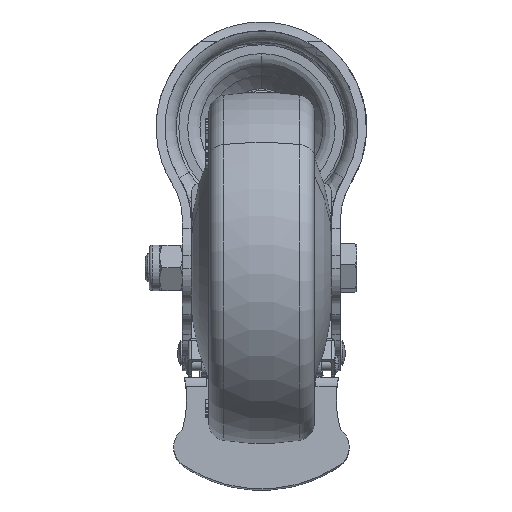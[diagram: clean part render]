
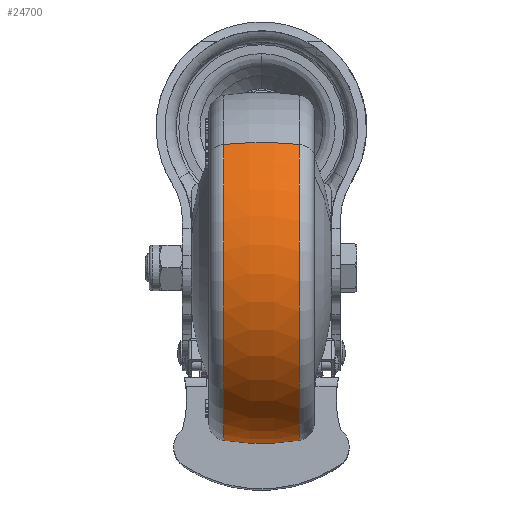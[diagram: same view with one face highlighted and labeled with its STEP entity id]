
A CAD part, front view. The second image highlights one B-rep face of the part: STEP entity #24700.
In plain terms, the highlighted toroidal (fillet/blend) face has major radius 25.75 mm and minor radius 75.75 mm.
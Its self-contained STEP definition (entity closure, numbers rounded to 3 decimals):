
#974 = ORIENTED_EDGE ( 'NONE', *, *, #40473, .T. ) ;
#1982 = DIRECTION ( 'NONE',  ( 0., 0.7, -0.714 ) ) ;
#5131 = VERTEX_POINT ( 'NONE', #32649 ) ;
#5483 = EDGE_CURVE ( 'NONE', #39981, #5131, #28297, .T. ) ;
#5749 = DIRECTION ( 'NONE',  ( 0., -0.7, 0.714 ) ) ;
#6096 = EDGE_LOOP ( 'NONE', ( #974, #12447, #21792, #34797 ) ) ;
#6422 = DIRECTION ( 'NONE',  ( 0., 0.7, -0.714 ) ) ;
#8932 = DIRECTION ( 'NONE',  ( -1., 0., 0. ) ) ;
#8956 = VERTEX_POINT ( 'NONE', #33542 ) ;
#12447 = ORIENTED_EDGE ( 'NONE', *, *, #40011, .T. ) ;
#12850 = DIRECTION ( 'NONE',  ( 1., 0., 0. ) ) ;
#12930 = FACE_OUTER_BOUND ( 'NONE', #6096, .T. ) ;
#15421 = AXIS2_PLACEMENT_3D ( 'NONE', #23176, #8932, #1982 ) ;
#16280 = AXIS2_PLACEMENT_3D ( 'NONE', #38720, #17680, #21210 ) ;
#17680 = DIRECTION ( 'NONE',  ( 0., 0.714, 0.7 ) ) ;
#21210 = DIRECTION ( 'NONE',  ( 0., -0.7, 0.714 ) ) ;
#21792 = ORIENTED_EDGE ( 'NONE', *, *, #23840, .T. ) ;
#21841 = CARTESIAN_POINT ( 'NONE',  ( 0.026, 12.5, -40. ) ) ;
#23176 = CARTESIAN_POINT ( 'NONE',  ( 10.732, 12.5, -40. ) ) ;
#23840 = EDGE_CURVE ( 'NONE', #8956, #5131, #38776, .T. ) ;
#24700 = ADVANCED_FACE ( 'NONE', ( #12930 ), #31609, .T. ) ;
#26626 = DIRECTION ( 'NONE',  ( 0., -0.714, -0.7 ) ) ;
#26943 = CARTESIAN_POINT ( 'NONE',  ( -10.681, 12.5, -40. ) ) ;
#28297 = CIRCLE ( 'NONE', #16280, 75.75 ) ;
#30107 = CARTESIAN_POINT ( 'NONE',  ( 10.732, -21.991, -4.859 ) ) ;
#30648 = CIRCLE ( 'NONE', #15421, 49.24 ) ;
#31609 = TOROIDAL_SURFACE ( 'NONE', #34716, -25.75, 75.75 ) ;
#32025 = AXIS2_PLACEMENT_3D ( 'NONE', #26943, #12850, #5749 ) ;
#32649 = CARTESIAN_POINT ( 'NONE',  ( -10.681, 46.991, -75.141 ) ) ;
#32738 = DIRECTION ( 'NONE',  ( -1., 0., 0. ) ) ;
#33542 = CARTESIAN_POINT ( 'NONE',  ( -10.681, -21.991, -4.859 ) ) ;
#33564 = CARTESIAN_POINT ( 'NONE',  ( 0.026, 30.537, -58.377 ) ) ;
#34249 = AXIS2_PLACEMENT_3D ( 'NONE', #33564, #26626, #43726 ) ;
#34716 = AXIS2_PLACEMENT_3D ( 'NONE', #21841, #32738, #6422 ) ;
#34797 = ORIENTED_EDGE ( 'NONE', *, *, #5483, .F. ) ;
#35090 = CIRCLE ( 'NONE', #34249, 75.75 ) ;
#38720 = CARTESIAN_POINT ( 'NONE',  ( 0.026, -5.537, -21.623 ) ) ;
#38776 = CIRCLE ( 'NONE', #32025, 49.24 ) ;
#39981 = VERTEX_POINT ( 'NONE', #40037 ) ;
#40011 = EDGE_CURVE ( 'NONE', #44205, #8956, #35090, .T. ) ;
#40037 = CARTESIAN_POINT ( 'NONE',  ( 10.732, 46.991, -75.141 ) ) ;
#40473 = EDGE_CURVE ( 'NONE', #39981, #44205, #30648, .T. ) ;
#43726 = DIRECTION ( 'NONE',  ( 0., 0.7, -0.714 ) ) ;
#44205 = VERTEX_POINT ( 'NONE', #30107 ) ;
